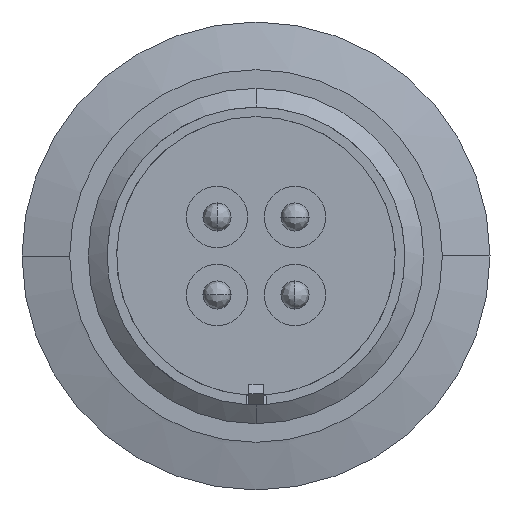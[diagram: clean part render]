
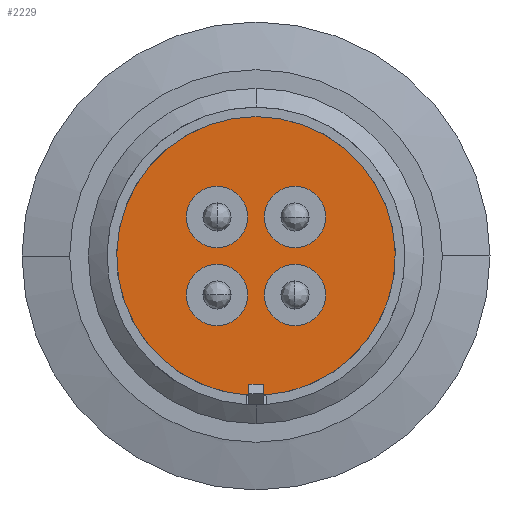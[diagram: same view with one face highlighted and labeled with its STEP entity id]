
A CAD part, front view. The second image highlights one B-rep face of the part: STEP entity #2229.
In plain terms, the highlighted planar face has unit normal (0, -1, 0).
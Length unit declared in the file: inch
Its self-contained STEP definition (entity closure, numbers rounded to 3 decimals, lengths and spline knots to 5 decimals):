
#44 = FACE_BOUND ( 'NONE', #4901, .T. ) ;
#45 = FACE_BOUND ( 'NONE', #4902, .T. ) ;
#47 = FACE_BOUND ( 'NONE', #4898, .T. ) ;
#54 = FACE_BOUND ( 'NONE', #4904, .T. ) ;
#56 = FACE_OUTER_BOUND ( 'NONE', #4900, .T. ) ;
#374 = VERTEX_POINT ( 'NONE', #3799 ) ;
#420 = VERTEX_POINT ( 'NONE', #3753 ) ;
#430 = VERTEX_POINT ( 'NONE', #3743 ) ;
#452 = VERTEX_POINT ( 'NONE', #3721 ) ;
#747 = CIRCLE ( 'NONE', #1307, 0.10264 ) ;
#771 = CIRCLE ( 'NONE', #1327, 0.10264 ) ;
#777 = EDGE_CURVE ( 'NONE', #4978, #4977, #4628, .T. ) ;
#799 = EDGE_CURVE ( 'NONE', #452, #420, #4633, .T. ) ;
#804 = CARTESIAN_POINT ( 'NONE',  ( -0.13081, 0., -0.23345 ) ) ;
#897 = CARTESIAN_POINT ( 'NONE',  ( 0.13081, 0., -0.02818 ) ) ;
#922 = CARTESIAN_POINT ( 'NONE',  ( 0.13081, 0., -0.23345 ) ) ;
#948 = CARTESIAN_POINT ( 'NONE',  ( -0.13081, 0., 0.02818 ) ) ;
#952 = EDGE_CURVE ( 'NONE', #430, #374, #4583, .T. ) ;
#964 = CARTESIAN_POINT ( 'NONE',  ( -0.13081, 0., -0.02818 ) ) ;
#1056 = CARTESIAN_POINT ( 'NONE',  ( -0.13081, 0., 0.23345 ) ) ;
#1071 = AXIS2_PLACEMENT_3D ( 'NONE', #1797, #1796, #1787 ) ;
#1172 = AXIS2_PLACEMENT_3D ( 'NONE', #2645, #2640, #2637 ) ;
#1174 = AXIS2_PLACEMENT_3D ( 'NONE', #2715, #2712, #2711 ) ;
#1176 = AXIS2_PLACEMENT_3D ( 'NONE', #2622, #2759, #2756 ) ;
#1191 = AXIS2_PLACEMENT_3D ( 'NONE', #1959, #1956, #1955 ) ;
#1204 = AXIS2_PLACEMENT_3D ( 'NONE', #2046, #2045, #2044 ) ;
#1307 = AXIS2_PLACEMENT_3D ( 'NONE', #3997, #3996, #3995 ) ;
#1327 = AXIS2_PLACEMENT_3D ( 'NONE', #3966, #3958, #3957 ) ;
#1418 = EDGE_CURVE ( 'NONE', #4985, #5021, #771, .T. ) ;
#1442 = EDGE_CURVE ( 'NONE', #5040, #5029, #747, .T. ) ;
#1504 = AXIS2_PLACEMENT_3D ( 'NONE', #4376, #4375, #4374 ) ;
#1524 = AXIS2_PLACEMENT_3D ( 'NONE', #4237, #4232, #4230 ) ;
#1528 = AXIS2_PLACEMENT_3D ( 'NONE', #4310, #4307, #4302 ) ;
#1663 = EDGE_CURVE ( 'NONE', #374, #430, #3522, .T. ) ;
#1682 = EDGE_CURVE ( 'NONE', #420, #452, #3488, .T. ) ;
#1686 = EDGE_CURVE ( 'NONE', #4977, #4978, #3482, .T. ) ;
#1690 = EDGE_CURVE ( 'NONE', #5029, #5040, #3476, .T. ) ;
#1694 = EDGE_CURVE ( 'NONE', #5021, #4985, #3470, .T. ) ;
#1787 = DIRECTION ( 'NONE',  ( 0., 0., 1. ) ) ;
#1792 = PLANE ( 'NONE',  #1071 ) ;
#1796 = DIRECTION ( 'NONE',  ( 0., 1., 0. ) ) ;
#1797 = CARTESIAN_POINT ( 'NONE',  ( 0., 0., 0. ) ) ;
#1955 = DIRECTION ( 'NONE',  ( 0., 0., -1. ) ) ;
#1956 = DIRECTION ( 'NONE',  ( 0., -1., 0. ) ) ;
#1959 = CARTESIAN_POINT ( 'NONE',  ( 0.13081, 0., 0.13081 ) ) ;
#2044 = DIRECTION ( 'NONE',  ( 0., 0., -1. ) ) ;
#2045 = DIRECTION ( 'NONE',  ( 0., 1., 0. ) ) ;
#2046 = CARTESIAN_POINT ( 'NONE',  ( 0., 0., 0. ) ) ;
#2229 = ADVANCED_FACE ( 'NONE', ( #47, #44, #56, #45, #54 ), #1792, .F. ) ;
#2622 = CARTESIAN_POINT ( 'NONE',  ( -0.13081, 0., -0.13081 ) ) ;
#2637 = DIRECTION ( 'NONE',  ( 0., 0., -1. ) ) ;
#2640 = DIRECTION ( 'NONE',  ( 0., -1., 0. ) ) ;
#2645 = CARTESIAN_POINT ( 'NONE',  ( -0.13081, 0., 0.13081 ) ) ;
#2711 = DIRECTION ( 'NONE',  ( 0., 0., -1. ) ) ;
#2712 = DIRECTION ( 'NONE',  ( 0., -1., 0. ) ) ;
#2715 = CARTESIAN_POINT ( 'NONE',  ( 0.13081, 0., -0.13081 ) ) ;
#2756 = DIRECTION ( 'NONE',  ( 0., 0., -1. ) ) ;
#2759 = DIRECTION ( 'NONE',  ( 0., -1., 0. ) ) ;
#2993 = ORIENTED_EDGE ( 'NONE', *, *, #1682, .F. ) ;
#2994 = ORIENTED_EDGE ( 'NONE', *, *, #799, .F. ) ;
#2995 = ORIENTED_EDGE ( 'NONE', *, *, #1686, .F. ) ;
#2996 = ORIENTED_EDGE ( 'NONE', *, *, #777, .F. ) ;
#2997 = ORIENTED_EDGE ( 'NONE', *, *, #952, .F. ) ;
#2998 = ORIENTED_EDGE ( 'NONE', *, *, #1663, .F. ) ;
#2999 = ORIENTED_EDGE ( 'NONE', *, *, #1690, .F. ) ;
#3000 = ORIENTED_EDGE ( 'NONE', *, *, #1442, .F. ) ;
#3001 = ORIENTED_EDGE ( 'NONE', *, *, #1694, .F. ) ;
#3002 = ORIENTED_EDGE ( 'NONE', *, *, #1418, .F. ) ;
#3470 = CIRCLE ( 'NONE', #1172, 0.10264 ) ;
#3476 = CIRCLE ( 'NONE', #1174, 0.10264 ) ;
#3482 = CIRCLE ( 'NONE', #1176, 0.10264 ) ;
#3488 = CIRCLE ( 'NONE', #1191, 0.10264 ) ;
#3522 = CIRCLE ( 'NONE', #1204, 0.4825 ) ;
#3721 = CARTESIAN_POINT ( 'NONE',  ( 0.13081, 0., 0.23345 ) ) ;
#3743 = CARTESIAN_POINT ( 'NONE',  ( 0., 0., -0.4825 ) ) ;
#3753 = CARTESIAN_POINT ( 'NONE',  ( 0.13081, 0., 0.02818 ) ) ;
#3799 = CARTESIAN_POINT ( 'NONE',  ( 0., 0., 0.4825 ) ) ;
#3957 = DIRECTION ( 'NONE',  ( 0., 0., -1. ) ) ;
#3958 = DIRECTION ( 'NONE',  ( 0., -1., 0. ) ) ;
#3966 = CARTESIAN_POINT ( 'NONE',  ( -0.13081, 0., 0.13081 ) ) ;
#3995 = DIRECTION ( 'NONE',  ( 0., 0., -1. ) ) ;
#3996 = DIRECTION ( 'NONE',  ( 0., -1., 0. ) ) ;
#3997 = CARTESIAN_POINT ( 'NONE',  ( 0.13081, 0., -0.13081 ) ) ;
#4230 = DIRECTION ( 'NONE',  ( 0., 0., -1. ) ) ;
#4232 = DIRECTION ( 'NONE',  ( 0., -1., 0. ) ) ;
#4237 = CARTESIAN_POINT ( 'NONE',  ( 0.13081, 0., 0.13081 ) ) ;
#4302 = DIRECTION ( 'NONE',  ( 0., 0., -1. ) ) ;
#4307 = DIRECTION ( 'NONE',  ( 0., -1., 0. ) ) ;
#4310 = CARTESIAN_POINT ( 'NONE',  ( -0.13081, 0., -0.13081 ) ) ;
#4374 = DIRECTION ( 'NONE',  ( 0., 0., -1. ) ) ;
#4375 = DIRECTION ( 'NONE',  ( 0., 1., 0. ) ) ;
#4376 = CARTESIAN_POINT ( 'NONE',  ( 0., 0., 0. ) ) ;
#4583 = CIRCLE ( 'NONE', #1504, 0.4825 ) ;
#4628 = CIRCLE ( 'NONE', #1528, 0.10264 ) ;
#4633 = CIRCLE ( 'NONE', #1524, 0.10264 ) ;
#4898 = EDGE_LOOP ( 'NONE', ( #2993, #2994 ) ) ;
#4900 = EDGE_LOOP ( 'NONE', ( #2997, #2998 ) ) ;
#4901 = EDGE_LOOP ( 'NONE', ( #2995, #2996 ) ) ;
#4902 = EDGE_LOOP ( 'NONE', ( #2999, #3000 ) ) ;
#4904 = EDGE_LOOP ( 'NONE', ( #3001, #3002 ) ) ;
#4977 = VERTEX_POINT ( 'NONE', #804 ) ;
#4978 = VERTEX_POINT ( 'NONE', #964 ) ;
#4985 = VERTEX_POINT ( 'NONE', #1056 ) ;
#5021 = VERTEX_POINT ( 'NONE', #948 ) ;
#5029 = VERTEX_POINT ( 'NONE', #922 ) ;
#5040 = VERTEX_POINT ( 'NONE', #897 ) ;
